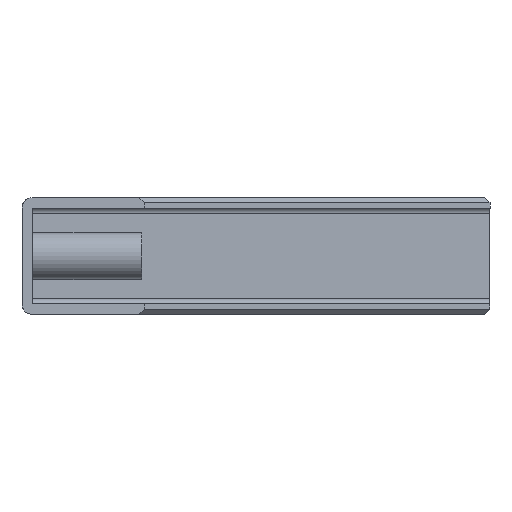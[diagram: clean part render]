
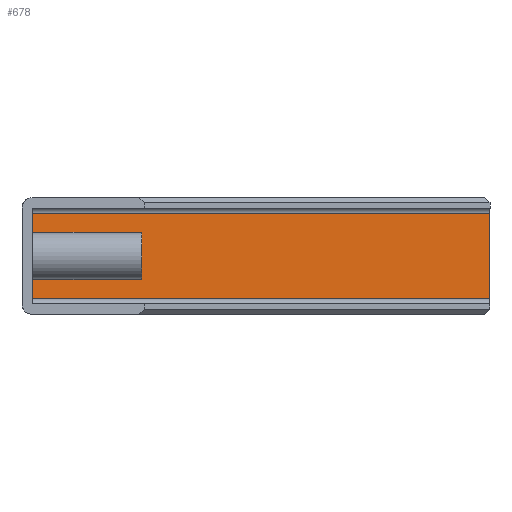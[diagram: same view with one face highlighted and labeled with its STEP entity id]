
A CAD part, left-side view. The second image highlights one B-rep face of the part: STEP entity #678.
In plain terms, the highlighted planar face has unit normal (-0.707, -0.707, 0).
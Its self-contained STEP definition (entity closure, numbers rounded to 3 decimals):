
#47=PLANE('',#741);
#76=FACE_OUTER_BOUND('',#122,.T.);
#122=EDGE_LOOP('',(#482,#483,#484,#485));
#169=LINE('',#993,#237);
#170=LINE('',#996,#238);
#174=LINE('',#1010,#242);
#175=LINE('',#1011,#243);
#237=VECTOR('',#803,10.);
#238=VECTOR('',#806,10.);
#242=VECTOR('',#818,10.);
#243=VECTOR('',#819,10.);
#313=VERTEX_POINT('',#987);
#315=VERTEX_POINT('',#991);
#316=VERTEX_POINT('',#995);
#322=VERTEX_POINT('',#1009);
#376=EDGE_CURVE('',#315,#313,#169,.T.);
#377=EDGE_CURVE('',#313,#316,#170,.T.);
#384=EDGE_CURVE('',#315,#322,#174,.T.);
#385=EDGE_CURVE('',#316,#322,#175,.T.);
#482=ORIENTED_EDGE('',*,*,#376,.F.);
#483=ORIENTED_EDGE('',*,*,#384,.T.);
#484=ORIENTED_EDGE('',*,*,#385,.F.);
#485=ORIENTED_EDGE('',*,*,#377,.F.);
#678=ADVANCED_FACE('',(#76),#47,.T.);
#741=AXIS2_PLACEMENT_3D('',#1008,#816,#817);
#803=DIRECTION('',(-0.707,0.707,0.));
#806=DIRECTION('',(0.,0.,1.));
#816=DIRECTION('center_axis',(-0.707,-0.707,0.));
#817=DIRECTION('ref_axis',(0.707,-0.707,0.));
#818=DIRECTION('',(0.,0.,1.));
#819=DIRECTION('',(0.707,-0.707,0.));
#987=CARTESIAN_POINT('',(0.,0.,1.));
#991=CARTESIAN_POINT('',(86.,-86.,1.));
#993=CARTESIAN_POINT('',(-0.625,0.625,1.));
#995=CARTESIAN_POINT('',(0.,0.,17.));
#996=CARTESIAN_POINT('',(0.,0.,0.));
#1008=CARTESIAN_POINT('Origin',(0.,0.,0.));
#1009=CARTESIAN_POINT('',(86.,-86.,17.));
#1010=CARTESIAN_POINT('',(86.,-86.,0.));
#1011=CARTESIAN_POINT('',(-0.621,0.621,17.));
